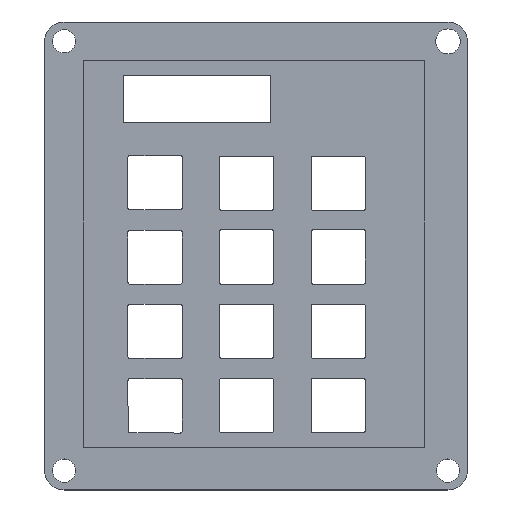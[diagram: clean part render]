
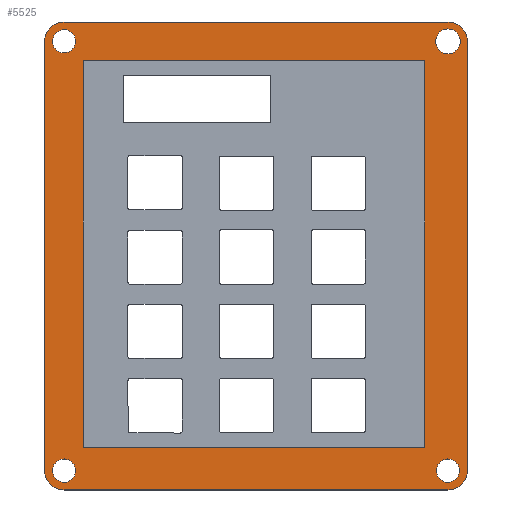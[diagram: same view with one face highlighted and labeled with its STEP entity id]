
A CAD part, top view. The second image highlights one B-rep face of the part: STEP entity #5525.
In plain terms, the highlighted planar face has unit normal (0, 0, 1).
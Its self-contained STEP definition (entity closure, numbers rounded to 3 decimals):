
#451=FACE_BOUND('',#921,.T.);
#452=FACE_BOUND('',#922,.T.);
#453=FACE_BOUND('',#923,.T.);
#454=FACE_BOUND('',#924,.T.);
#455=FACE_BOUND('',#925,.T.);
#478=PLANE('',#5904);
#594=FACE_OUTER_BOUND('',#920,.T.);
#920=EDGE_LOOP('',(#4028,#4029,#4030,#4031,#4032,#4033,#4034,#4035));
#921=EDGE_LOOP('',(#4036,#4037,#4038,#4039));
#922=EDGE_LOOP('',(#4040));
#923=EDGE_LOOP('',(#4041));
#924=EDGE_LOOP('',(#4042));
#925=EDGE_LOOP('',(#4043));
#1234=LINE('',#7148,#1710);
#1326=LINE('',#8057,#1802);
#1334=LINE('',#8084,#1810);
#1335=LINE('',#8086,#1811);
#1336=LINE('',#8090,#1812);
#1337=LINE('',#8092,#1813);
#1338=LINE('',#8094,#1814);
#1339=LINE('',#8095,#1815);
#1710=VECTOR('',#6117,10.);
#1802=VECTOR('',#6327,10.);
#1810=VECTOR('',#6361,10.);
#1811=VECTOR('',#6364,10.);
#1812=VECTOR('',#6367,10.);
#1813=VECTOR('',#6368,10.);
#1814=VECTOR('',#6369,10.);
#1815=VECTOR('',#6370,10.);
#2182=CIRCLE('',#5828,5.);
#2239=CIRCLE('',#5888,5.);
#2240=CIRCLE('',#5891,5.);
#2241=CIRCLE('',#5893,5.);
#2242=CIRCLE('',#5895,3.);
#2243=CIRCLE('',#5897,3.);
#2244=CIRCLE('',#5899,3.2);
#2245=CIRCLE('',#5901,3.);
#2294=VERTEX_POINT('',#7135);
#2295=VERTEX_POINT('',#7136);
#2299=VERTEX_POINT('',#7146);
#2545=VERTEX_POINT('',#8050);
#2546=VERTEX_POINT('',#8051);
#2547=VERTEX_POINT('',#8056);
#2548=VERTEX_POINT('',#8060);
#2549=VERTEX_POINT('',#8064);
#2550=VERTEX_POINT('',#8068);
#2551=VERTEX_POINT('',#8072);
#2552=VERTEX_POINT('',#8076);
#2553=VERTEX_POINT('',#8080);
#2554=VERTEX_POINT('',#8088);
#2555=VERTEX_POINT('',#8089);
#2556=VERTEX_POINT('',#8091);
#2557=VERTEX_POINT('',#8093);
#2870=EDGE_CURVE('',#2294,#2295,#2182,.T.);
#2876=EDGE_CURVE('',#2294,#2299,#1234,.T.);
#3123=EDGE_CURVE('',#2545,#2546,#2239,.T.);
#3126=EDGE_CURVE('',#2547,#2546,#1326,.T.);
#3128=EDGE_CURVE('',#2547,#2548,#2240,.T.);
#3130=EDGE_CURVE('',#2549,#2299,#2241,.T.);
#3132=EDGE_CURVE('',#2550,#2550,#2242,.T.);
#3134=EDGE_CURVE('',#2551,#2551,#2243,.T.);
#3136=EDGE_CURVE('',#2552,#2552,#2244,.T.);
#3138=EDGE_CURVE('',#2553,#2553,#2245,.T.);
#3140=EDGE_CURVE('',#2545,#2295,#1334,.T.);
#3141=EDGE_CURVE('',#2549,#2548,#1335,.T.);
#3142=EDGE_CURVE('',#2554,#2555,#1336,.T.);
#3143=EDGE_CURVE('',#2556,#2554,#1337,.T.);
#3144=EDGE_CURVE('',#2557,#2556,#1338,.T.);
#3145=EDGE_CURVE('',#2555,#2557,#1339,.T.);
#4028=ORIENTED_EDGE('',*,*,#2870,.F.);
#4029=ORIENTED_EDGE('',*,*,#2876,.T.);
#4030=ORIENTED_EDGE('',*,*,#3130,.F.);
#4031=ORIENTED_EDGE('',*,*,#3141,.T.);
#4032=ORIENTED_EDGE('',*,*,#3128,.F.);
#4033=ORIENTED_EDGE('',*,*,#3126,.T.);
#4034=ORIENTED_EDGE('',*,*,#3123,.F.);
#4035=ORIENTED_EDGE('',*,*,#3140,.T.);
#4036=ORIENTED_EDGE('',*,*,#3142,.F.);
#4037=ORIENTED_EDGE('',*,*,#3143,.F.);
#4038=ORIENTED_EDGE('',*,*,#3144,.F.);
#4039=ORIENTED_EDGE('',*,*,#3145,.F.);
#4040=ORIENTED_EDGE('',*,*,#3138,.T.);
#4041=ORIENTED_EDGE('',*,*,#3136,.T.);
#4042=ORIENTED_EDGE('',*,*,#3134,.T.);
#4043=ORIENTED_EDGE('',*,*,#3132,.T.);
#5525=ADVANCED_FACE('',(#594,#451,#452,#453,#454,#455),#478,.T.);
#5828=AXIS2_PLACEMENT_3D('',#7137,#6107,#6108);
#5888=AXIS2_PLACEMENT_3D('',#8052,#6321,#6322);
#5891=AXIS2_PLACEMENT_3D('',#8061,#6331,#6332);
#5893=AXIS2_PLACEMENT_3D('',#8065,#6336,#6337);
#5895=AXIS2_PLACEMENT_3D('',#8069,#6341,#6342);
#5897=AXIS2_PLACEMENT_3D('',#8073,#6346,#6347);
#5899=AXIS2_PLACEMENT_3D('',#8077,#6351,#6352);
#5901=AXIS2_PLACEMENT_3D('',#8081,#6356,#6357);
#5904=AXIS2_PLACEMENT_3D('',#8087,#6365,#6366);
#6107=DIRECTION('center_axis',(0.,0.,-1.));
#6108=DIRECTION('ref_axis',(-0.707,0.707,0.));
#6117=DIRECTION('',(0.,-1.,0.));
#6321=DIRECTION('center_axis',(0.,0.,-1.));
#6322=DIRECTION('ref_axis',(0.707,0.707,0.));
#6327=DIRECTION('',(0.,1.,0.));
#6331=DIRECTION('center_axis',(0.,0.,-1.));
#6332=DIRECTION('ref_axis',(0.707,-0.707,0.));
#6336=DIRECTION('center_axis',(0.,0.,-1.));
#6337=DIRECTION('ref_axis',(-0.707,-0.707,0.));
#6341=DIRECTION('center_axis',(0.,0.,-1.));
#6342=DIRECTION('ref_axis',(1.,0.,0.));
#6346=DIRECTION('center_axis',(0.,0.,-1.));
#6347=DIRECTION('ref_axis',(1.,0.,0.));
#6351=DIRECTION('center_axis',(0.,0.,-1.));
#6352=DIRECTION('ref_axis',(1.,0.,0.));
#6356=DIRECTION('center_axis',(0.,0.,-1.));
#6357=DIRECTION('ref_axis',(1.,0.,0.));
#6361=DIRECTION('',(-1.,0.,0.));
#6364=DIRECTION('',(1.,0.,0.));
#6365=DIRECTION('center_axis',(0.,0.,1.));
#6366=DIRECTION('ref_axis',(1.,0.,0.));
#6367=DIRECTION('',(0.,-1.,0.));
#6368=DIRECTION('',(-1.,0.,0.));
#6369=DIRECTION('',(0.,1.,0.));
#6370=DIRECTION('',(1.,0.,0.));
#7135=CARTESIAN_POINT('',(-18.974,27.121,3.));
#7136=CARTESIAN_POINT('',(-13.974,32.121,3.));
#7137=CARTESIAN_POINT('Origin',(-13.974,27.121,3.));
#7146=CARTESIAN_POINT('',(-18.974,-83.679,3.));
#7148=CARTESIAN_POINT('',(-18.974,32.121,3.));
#8050=CARTESIAN_POINT('',(85.126,32.121,3.));
#8051=CARTESIAN_POINT('',(90.126,27.121,3.));
#8052=CARTESIAN_POINT('Origin',(85.126,27.121,3.));
#8056=CARTESIAN_POINT('',(90.126,-83.679,3.));
#8057=CARTESIAN_POINT('',(90.126,-88.679,3.));
#8060=CARTESIAN_POINT('',(85.126,-88.679,3.));
#8061=CARTESIAN_POINT('Origin',(85.126,-83.679,3.));
#8064=CARTESIAN_POINT('',(-13.974,-88.679,3.));
#8065=CARTESIAN_POINT('Origin',(-13.974,-83.679,3.));
#8068=CARTESIAN_POINT('',(-16.974,-83.679,3.));
#8069=CARTESIAN_POINT('Origin',(-13.974,-83.679,3.));
#8072=CARTESIAN_POINT('',(82.126,-83.679,3.));
#8073=CARTESIAN_POINT('Origin',(85.126,-83.679,3.));
#8076=CARTESIAN_POINT('',(81.926,27.121,3.));
#8077=CARTESIAN_POINT('Origin',(85.126,27.121,3.));
#8080=CARTESIAN_POINT('',(-16.974,27.121,3.));
#8081=CARTESIAN_POINT('Origin',(-13.974,27.121,3.));
#8084=CARTESIAN_POINT('',(90.126,32.121,3.));
#8086=CARTESIAN_POINT('',(-18.974,-88.679,3.));
#8087=CARTESIAN_POINT('Origin',(35.576,-28.279,3.));
#8088=CARTESIAN_POINT('',(-8.974,22.121,3.));
#8089=CARTESIAN_POINT('',(-8.974,-77.679,3.));
#8090=CARTESIAN_POINT('',(-8.974,22.121,3.));
#8091=CARTESIAN_POINT('',(79.126,22.121,3.));
#8092=CARTESIAN_POINT('',(79.126,22.121,3.));
#8093=CARTESIAN_POINT('',(79.126,-77.679,3.));
#8094=CARTESIAN_POINT('',(79.126,-52.979,3.));
#8095=CARTESIAN_POINT('',(13.301,-77.679,3.));
